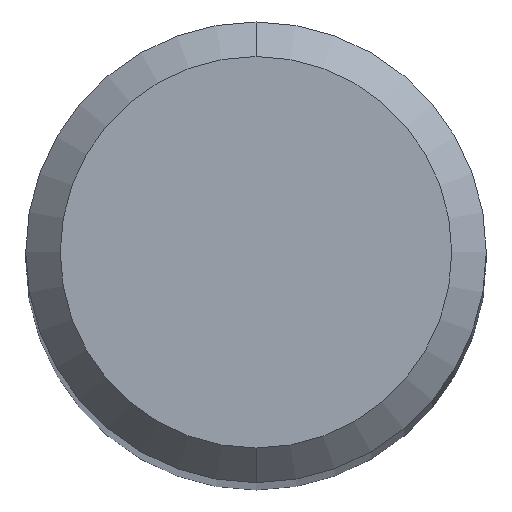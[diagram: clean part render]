
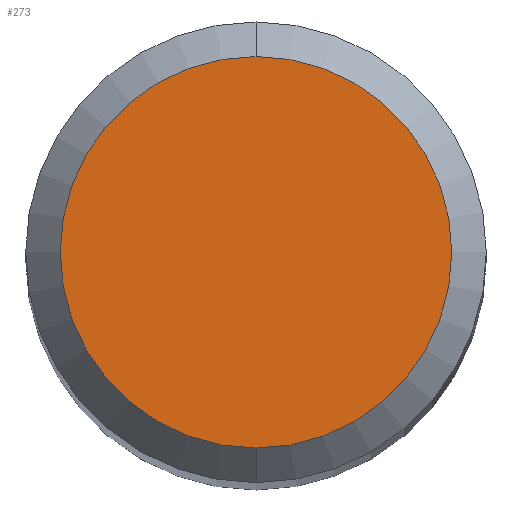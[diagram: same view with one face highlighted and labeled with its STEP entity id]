
A CAD part, top view. The second image highlights one B-rep face of the part: STEP entity #273.
In plain terms, the highlighted planar face has unit normal (0, 0, 1).
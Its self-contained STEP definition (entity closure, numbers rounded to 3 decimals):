
#239=VERTEX_POINT('',#577);
#257=VERTEX_POINT('',#597);
#269=EDGE_CURVE('',#257,#239,#609,.T.);
#273=ADVANCED_FACE('',(#613),#614,.T.);
#285=EDGE_CURVE('',#239,#257,#627,.T.);
#577=CARTESIAN_POINT('',(0.0,1.7,0.0));
#597=CARTESIAN_POINT('',(0.,-1.7,0.0));
#609=CIRCLE('',#1024,1.7);
#613=FACE_OUTER_BOUND('',#1028,.T.);
#614=PLANE('',#1029);
#627=CIRCLE('',#1061,1.7);
#1024=AXIS2_PLACEMENT_3D('',#1637,#1638,#1639);
#1028=EDGE_LOOP('',(#1641,#1642));
#1029=AXIS2_PLACEMENT_3D('',#1643,#1644,#1645);
#1061=AXIS2_PLACEMENT_3D('',#1656,#1657,#1658);
#1637=CARTESIAN_POINT('',(0.0,0.0,0.0));
#1638=DIRECTION('',(0.0,0.0,-1.0));
#1639=DIRECTION('',(0.0,1.0,0.0));
#1641=ORIENTED_EDGE('',*,*,#285,.F.);
#1642=ORIENTED_EDGE('',*,*,#269,.F.);
#1643=CARTESIAN_POINT('',(0.0,0.85,0.0));
#1644=DIRECTION('',(-0.0,0.0,1.0));
#1645=DIRECTION('',(0.0,-1.0,0.0));
#1656=CARTESIAN_POINT('',(0.0,0.0,0.0));
#1657=DIRECTION('',(0.0,0.0,-1.0));
#1658=DIRECTION('',(0.0,1.0,0.0));
